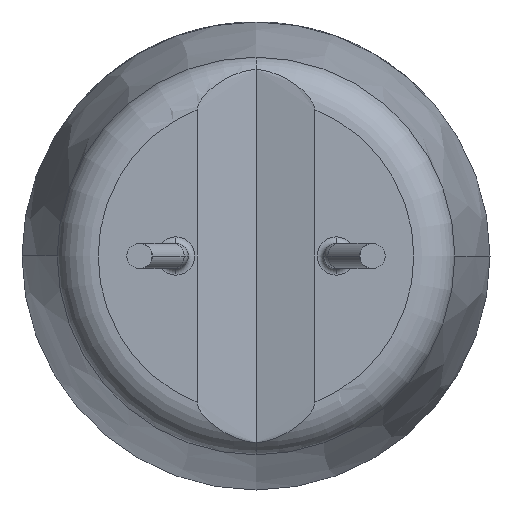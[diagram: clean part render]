
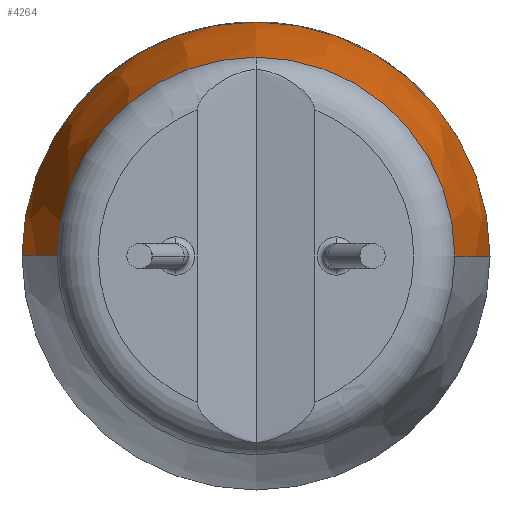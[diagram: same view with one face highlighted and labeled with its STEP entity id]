
A CAD part, front view. The second image highlights one B-rep face of the part: STEP entity #4264.
In plain terms, the highlighted free-form (B-spline) face has degree [3, 3] with [4, 4] control points.
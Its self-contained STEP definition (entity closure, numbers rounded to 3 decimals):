
#20 = ORIENTED_EDGE ( 'NONE', *, *, #2732, .T. ) ;
#95 = CARTESIAN_POINT ( 'NONE',  ( 4.333, 0.749, 0. ) ) ;
#113 = CARTESIAN_POINT ( 'NONE',  ( 5.1, 5.709, 10.2 ) ) ;
#138 = CARTESIAN_POINT ( 'NONE',  ( -4.548, 1.962, 9.095 ) ) ;
#285 = ORIENTED_EDGE ( 'NONE', *, *, #3572, .T. ) ;
#400 = DIRECTION ( 'NONE',  ( 0., 0., -1. ) ) ;
#483 = CIRCLE ( 'NONE', #2744, 5.1 ) ;
#681 = ORIENTED_EDGE ( 'NONE', *, *, #3419, .F. ) ;
#741 = CARTESIAN_POINT ( 'NONE',  ( 4.548, 1.962, 0. ) ) ;
#790 = CARTESIAN_POINT ( 'NONE',  ( 4.548, 1.962, 0. ) ) ;
#820 = CARTESIAN_POINT ( 'NONE',  ( -4.548, 1.962, 0. ) ) ;
#987 = CARTESIAN_POINT ( 'NONE',  ( 5.044, 3.753, 0. ) ) ;
#1253 = ORIENTED_EDGE ( 'NONE', *, *, #1521, .T. ) ;
#1267 = AXIS2_PLACEMENT_3D ( 'NONE', #2390, #4258, #2036 ) ;
#1428 = EDGE_CURVE ( 'NONE', #4320, #2537, #2926, .T. ) ;
#1521 = EDGE_CURVE ( 'NONE', #4359, #2423, #2669, .T. ) ;
#1567 = CARTESIAN_POINT ( 'NONE',  ( 4.333, 0.749, 8.667 ) ) ;
#1595 = CARTESIAN_POINT ( 'NONE',  ( -4.333, 0.749, 8.667 ) ) ;
#1790 = DIRECTION ( 'NONE',  ( 0., 1., 0. ) ) ;
#1795 = ORIENTED_EDGE ( 'NONE', *, *, #1428, .T. ) ;
#2036 = DIRECTION ( 'NONE',  ( 0., 0., -1. ) ) ;
#2127 = CARTESIAN_POINT ( 'NONE',  ( -5.044, 3.753, 0. ) ) ;
#2138 = CARTESIAN_POINT ( 'NONE',  ( -5.1, 5.709, 0. ) ) ;
#2269 = CARTESIAN_POINT ( 'NONE',  ( -5.1, 5.709, 0. ) ) ;
#2321 = CARTESIAN_POINT ( 'NONE',  ( -5.044, 3.753, 0. ) ) ;
#2390 = CARTESIAN_POINT ( 'NONE',  ( 0., 0.749, 0. ) ) ;
#2423 = VERTEX_POINT ( 'NONE', #3785 ) ;
#2455 = VERTEX_POINT ( 'NONE', #3428 ) ;
#2502 = B_SPLINE_CURVE_WITH_KNOTS ( 'NONE', 3,
 ( #2903, #987, #741, #3692 ),
 .UNSPECIFIED., .F., .F.,
 ( 4, 4 ),
 ( 0., 0.811 ),
 .UNSPECIFIED. ) ;
#2537 = VERTEX_POINT ( 'NONE', #4586 ) ;
#2540 = CARTESIAN_POINT ( 'NONE',  ( 0., 5.709, 0. ) ) ;
#2657 = CARTESIAN_POINT ( 'NONE',  ( 5.044, 3.753, 10.088 ) ) ;
#2669 = CIRCLE ( 'NONE', #1267, 4.333 ) ;
#2693 = CARTESIAN_POINT ( 'NONE',  ( -5.044, 3.753, 10.088 ) ) ;
#2732 = EDGE_CURVE ( 'NONE', #2455, #4320, #483, .T. ) ;
#2744 = AXIS2_PLACEMENT_3D ( 'NONE', #2540, #4441, #2999 ) ;
#2747 = CARTESIAN_POINT ( 'NONE',  ( 0., 0.749, 4.333 ) ) ;
#2779 = VERTEX_POINT ( 'NONE', #3323 ) ;
#2874 = CARTESIAN_POINT ( 'NONE',  ( -4.333, 0.749, 0. ) ) ;
#2903 = CARTESIAN_POINT ( 'NONE',  ( 5.1, 5.709, 0. ) ) ;
#2926 = CIRCLE ( 'NONE', #4561, 5.1 ) ;
#2933 = EDGE_LOOP ( 'NONE', ( #1795, #4171, #285, #1253, #681, #20 ) ) ;
#2999 = DIRECTION ( 'NONE',  ( 0., 0., -1. ) ) ;
#3039 = CARTESIAN_POINT ( 'NONE',  ( 5.1, 5.709, 0. ) ) ;
#3070 = CARTESIAN_POINT ( 'NONE',  ( 0., 5.709, 5.1 ) ) ;
#3234 = CIRCLE ( 'NONE', #3503, 4.333 ) ;
#3269 = CARTESIAN_POINT ( 'NONE',  ( -4.548, 1.962, 0. ) ) ;
#3323 = CARTESIAN_POINT ( 'NONE',  ( -4.333, 0.749, 0. ) ) ;
#3336 = CARTESIAN_POINT ( 'NONE',  ( 0., 5.709, 0. ) ) ;
#3395 = CARTESIAN_POINT ( 'NONE',  ( 4.548, 1.962, 9.095 ) ) ;
#3415 = CARTESIAN_POINT ( 'NONE',  ( -4.333, 0.749, 0. ) ) ;
#3419 = EDGE_CURVE ( 'NONE', #2455, #2423, #2502, .T. ) ;
#3428 = CARTESIAN_POINT ( 'NONE',  ( 5.1, 5.709, 0. ) ) ;
#3503 = AXIS2_PLACEMENT_3D ( 'NONE', #4299, #1790, #4705 ) ;
#3572 = EDGE_CURVE ( 'NONE', #2779, #4359, #3234, .T. ) ;
#3674 = DIRECTION ( 'NONE',  ( 0., -1., 0. ) ) ;
#3692 = CARTESIAN_POINT ( 'NONE',  ( 4.333, 0.749, 0. ) ) ;
#3744 = B_SPLINE_CURVE_WITH_KNOTS ( 'NONE', 3,
 ( #2138, #2127, #3269, #2874 ),
 .UNSPECIFIED., .F., .F.,
 ( 4, 4 ),
 ( 0., 0.811 ),
 .UNSPECIFIED. ) ;
#3785 = CARTESIAN_POINT ( 'NONE',  ( 4.333, 0.749, 0. ) ) ;
#3789 = CARTESIAN_POINT ( 'NONE',  ( 5.044, 3.753, 0. ) ) ;
#3902 = FACE_OUTER_BOUND ( 'NONE', #2933, .T. ) ;
#4086 = EDGE_CURVE ( 'NONE', #2537, #2779, #3744, .T. ) ;
#4171 = ORIENTED_EDGE ( 'NONE', *, *, #4086, .T. ) ;
#4258 = DIRECTION ( 'NONE',  ( 0., 1., 0. ) ) ;
#4264 = ADVANCED_FACE ( 'NONE', ( #3902 ), #4475, .F. ) ;
#4299 = CARTESIAN_POINT ( 'NONE',  ( 0., 0.749, 0. ) ) ;
#4320 = VERTEX_POINT ( 'NONE', #3070 ) ;
#4359 = VERTEX_POINT ( 'NONE', #2747 ) ;
#4441 = DIRECTION ( 'NONE',  ( 0., -1., 0. ) ) ;
#4475 =( BOUNDED_SURFACE ( )  B_SPLINE_SURFACE ( 3, 3, ( 
 ( #3039, #113, #4531, #2269 ),
 ( #3789, #2657, #2693, #2321 ),
 ( #790, #3395, #138, #820 ),
 ( #95, #1567, #1595, #3415 ) ),
 .UNSPECIFIED., .F., .F., .T. ) 
 B_SPLINE_SURFACE_WITH_KNOTS ( ( 4, 4 ),
 ( 4, 4 ),
 ( 0., 0.811 ),
 ( 0., 1. ),
 .UNSPECIFIED. ) 
 GEOMETRIC_REPRESENTATION_ITEM ( )  RATIONAL_B_SPLINE_SURFACE ( (
 ( 1., 0.333, 0.333, 1.),
 ( 1., 0.333, 0.333, 1.),
 ( 1., 0.333, 0.333, 1.),
 ( 1., 0.333, 0.333, 1.) ) ) 
 REPRESENTATION_ITEM ( '' )  SURFACE ( )  );
#4531 = CARTESIAN_POINT ( 'NONE',  ( -5.1, 5.709, 10.2 ) ) ;
#4561 = AXIS2_PLACEMENT_3D ( 'NONE', #3336, #3674, #400 ) ;
#4586 = CARTESIAN_POINT ( 'NONE',  ( -5.1, 5.709, 0. ) ) ;
#4705 = DIRECTION ( 'NONE',  ( 0., 0., -1. ) ) ;
